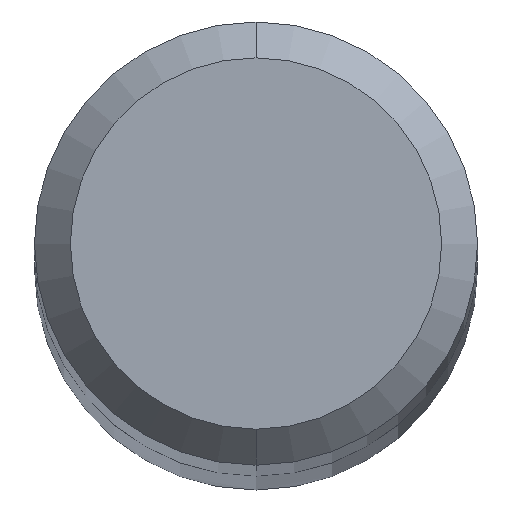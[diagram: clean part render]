
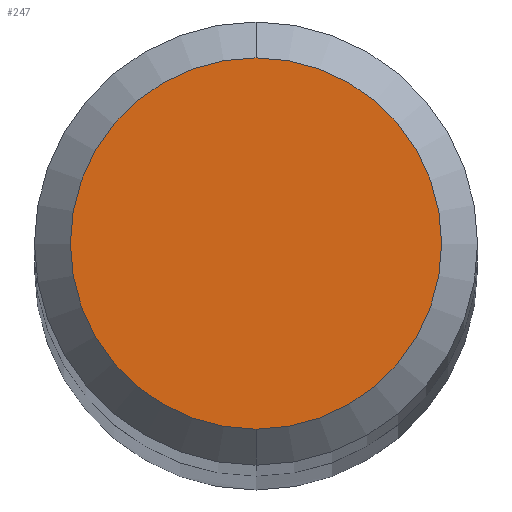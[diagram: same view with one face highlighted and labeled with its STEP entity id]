
A CAD part, top view. The second image highlights one B-rep face of the part: STEP entity #247.
In plain terms, the highlighted planar face has unit normal (0, 0, 1).
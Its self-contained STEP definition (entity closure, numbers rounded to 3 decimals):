
#167=EDGE_CURVE('',#251,#281,#426,.T.);
#183=EDGE_CURVE('',#281,#251,#443,.T.);
#247=ADVANCED_FACE('',(#514),#515,.T.);
#251=VERTEX_POINT('',#520);
#281=VERTEX_POINT('',#554);
#426=CIRCLE('',#733,1.55);
#443=CIRCLE('',#756,1.55);
#514=FACE_OUTER_BOUND('',#906,.T.);
#515=PLANE('',#907);
#520=CARTESIAN_POINT('',(0.0,1.55,50.0));
#554=CARTESIAN_POINT('',(0.,-1.55,50.0));
#733=AXIS2_PLACEMENT_3D('',#1300,#1301,#1302);
#756=AXIS2_PLACEMENT_3D('',#1321,#1322,#1323);
#906=EDGE_LOOP('',(#1403,#1404));
#907=AXIS2_PLACEMENT_3D('',#1405,#1406,#1407);
#1300=CARTESIAN_POINT('',(0.0,0.0,50.0));
#1301=DIRECTION('',(0.0,0.0,-1.0));
#1302=DIRECTION('',(0.0,1.0,0.0));
#1321=CARTESIAN_POINT('',(0.0,0.0,50.0));
#1322=DIRECTION('',(0.0,0.0,-1.0));
#1323=DIRECTION('',(0.0,1.0,0.0));
#1403=ORIENTED_EDGE('',*,*,#167,.F.);
#1404=ORIENTED_EDGE('',*,*,#183,.F.);
#1405=CARTESIAN_POINT('',(0.0,0.775,50.0));
#1406=DIRECTION('',(0.0,0.0,1.0));
#1407=DIRECTION('',(0.0,-1.0,0.0));
